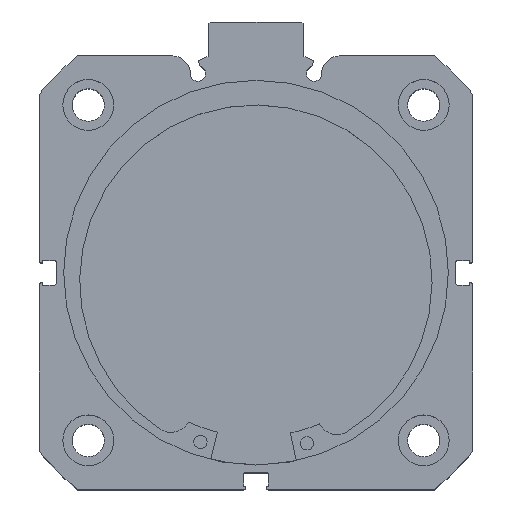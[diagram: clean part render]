
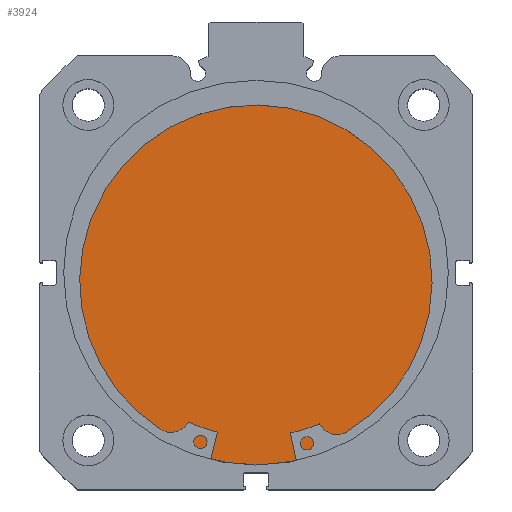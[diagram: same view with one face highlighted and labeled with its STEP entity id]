
A CAD part, top view. The second image highlights one B-rep face of the part: STEP entity #3924.
In plain terms, the highlighted face is planar.
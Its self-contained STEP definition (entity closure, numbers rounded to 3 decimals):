
#765 = FACE_OUTER_BOUND ( 'NONE', #6541, .T. ) ;
#1563 = CIRCLE ( 'NONE', #5375, 51. ) ;
#1577 = CIRCLE ( 'NONE', #5383, 51. ) ;
#2043 = CARTESIAN_POINT ( 'NONE',  ( 13., 0., 0. ) ) ;
#2050 = DIRECTION ( 'NONE',  ( -1., 0., 0. ) ) ;
#2051 = DIRECTION ( 'NONE',  ( 0., 0., 1. ) ) ;
#2078 = CARTESIAN_POINT ( 'NONE',  ( 13., 0., 0. ) ) ;
#2080 = DIRECTION ( 'NONE',  ( -1., 0., 0. ) ) ;
#2081 = DIRECTION ( 'NONE',  ( 0., 0., 1. ) ) ;
#2446 = CARTESIAN_POINT ( 'NONE',  ( 13., 0., 51. ) ) ;
#2515 = CARTESIAN_POINT ( 'NONE',  ( 13., 0., -51. ) ) ;
#3506 = DIRECTION ( 'NONE',  ( 0., 0., 1. ) ) ;
#3510 = DIRECTION ( 'NONE',  ( -1., 0., 0. ) ) ;
#3746 = PLANE ( 'NONE',  #5131 ) ;
#3758 = CARTESIAN_POINT ( 'NONE',  ( 13., 51., 0. ) ) ;
#3924 = ADVANCED_FACE ( 'NONE', ( #765 ), #3746, .F. ) ;
#4840 = EDGE_CURVE ( 'NONE', #5850, #5738, #1563, .T. ) ;
#4851 = EDGE_CURVE ( 'NONE', #5738, #5850, #1577, .T. ) ;
#5131 = AXIS2_PLACEMENT_3D ( 'NONE', #3758, #3510, #3506 ) ;
#5375 = AXIS2_PLACEMENT_3D ( 'NONE', #2043, #2050, #2051 ) ;
#5383 = AXIS2_PLACEMENT_3D ( 'NONE', #2078, #2080, #2081 ) ;
#5738 = VERTEX_POINT ( 'NONE', #2446 ) ;
#5850 = VERTEX_POINT ( 'NONE', #2515 ) ;
#6541 = EDGE_LOOP ( 'NONE', ( #6689, #6750 ) ) ;
#6689 = ORIENTED_EDGE ( 'NONE', *, *, #4851, .F. ) ;
#6750 = ORIENTED_EDGE ( 'NONE', *, *, #4840, .F. ) ;
